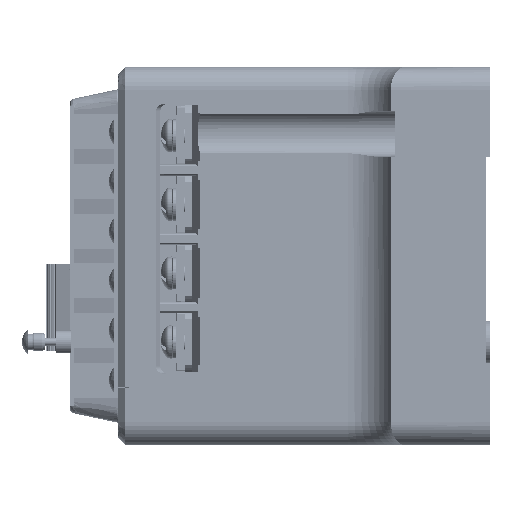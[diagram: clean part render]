
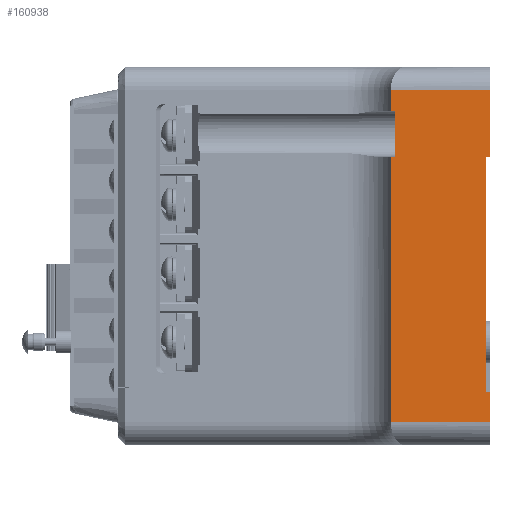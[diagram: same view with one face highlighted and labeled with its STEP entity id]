
A CAD part, left-side view. The second image highlights one B-rep face of the part: STEP entity #160938.
In plain terms, the highlighted planar face has unit normal (-1, 0, 0).
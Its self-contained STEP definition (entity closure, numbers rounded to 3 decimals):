
#7042 = CARTESIAN_POINT ( 'NONE',  ( -78., 0., 43.5 ) ) ;
#7055 = CARTESIAN_POINT ( 'NONE',  ( -78., 26., 43.5 ) ) ;
#7064 = CARTESIAN_POINT ( 'NONE',  ( -78., 0., -35.5 ) ) ;
#7075 = CARTESIAN_POINT ( 'NONE',  ( -78., 0., -43.5 ) ) ;
#7076 = CARTESIAN_POINT ( 'NONE',  ( -78., 26., 26. ) ) ;
#7099 = CARTESIAN_POINT ( 'NONE',  ( -78., 25., 38. ) ) ;
#7618 = CARTESIAN_POINT ( 'NONE',  ( -78., 0., 26. ) ) ;
#7619 = CARTESIAN_POINT ( 'NONE',  ( -78., 1., 26. ) ) ;
#7628 = CARTESIAN_POINT ( 'NONE',  ( -78., 25., 26. ) ) ;
#7747 = CARTESIAN_POINT ( 'NONE',  ( -78., 26., 38. ) ) ;
#7762 = CARTESIAN_POINT ( 'NONE',  ( -78., 26., -43.5 ) ) ;
#7773 = CARTESIAN_POINT ( 'NONE',  ( -78., 1., -35.5 ) ) ;
#47626 = VECTOR ( 'NONE', #50435, 1000. ) ;
#47631 = VECTOR ( 'NONE', #50432, 1000. ) ;
#47632 = VECTOR ( 'NONE', #50443, 1000. ) ;
#47633 = VECTOR ( 'NONE', #50438, 1000. ) ;
#47634 = VECTOR ( 'NONE', #50440, 1000. ) ;
#47635 = VECTOR ( 'NONE', #50453, 1000. ) ;
#47636 = VECTOR ( 'NONE', #50447, 1000. ) ;
#47637 = VECTOR ( 'NONE', #50450, 1000. ) ;
#47638 = VECTOR ( 'NONE', #50456, 1000. ) ;
#47639 = VECTOR ( 'NONE', #50462, 1000. ) ;
#47640 = VECTOR ( 'NONE', #50459, 1000. ) ;
#47642 = VECTOR ( 'NONE', #50464, 1000. ) ;
#50425 = LINE ( 'NONE', #50430, #47631 ) ;
#50427 = CARTESIAN_POINT ( 'NONE',  ( -78., 110., -43.5 ) ) ;
#50428 = LINE ( 'NONE', #50427, #47626 ) ;
#50430 = CARTESIAN_POINT ( 'NONE',  ( -78., 26., -49.5 ) ) ;
#50431 = CARTESIAN_POINT ( 'NONE',  ( -78., 0., -49.5 ) ) ;
#50432 = DIRECTION ( 'NONE',  ( 0., 0., -1. ) ) ;
#50433 = LINE ( 'NONE', #50431, #47633 ) ;
#50434 = LINE ( 'NONE', #50439, #47634 ) ;
#50435 = DIRECTION ( 'NONE',  ( 0., -1., 0. ) ) ;
#50436 = CARTESIAN_POINT ( 'NONE',  ( -78., 1., -35.5 ) ) ;
#50437 = LINE ( 'NONE', #50436, #47632 ) ;
#50438 = DIRECTION ( 'NONE',  ( 0., 0., 1. ) ) ;
#50439 = CARTESIAN_POINT ( 'NONE',  ( -78., 1., -35.5 ) ) ;
#50440 = DIRECTION ( 'NONE',  ( 0., -1., 0. ) ) ;
#50441 = CARTESIAN_POINT ( 'NONE',  ( -78., 1., 26. ) ) ;
#50442 = LINE ( 'NONE', #50441, #47636 ) ;
#50443 = DIRECTION ( 'NONE',  ( 0., 0., -1. ) ) ;
#50444 = LINE ( 'NONE', #50451, #47635 ) ;
#50445 = LINE ( 'NONE', #50448, #47637 ) ;
#50446 = CARTESIAN_POINT ( 'NONE',  ( -78., 26., -49.5 ) ) ;
#50447 = DIRECTION ( 'NONE',  ( 0., -1., 0. ) ) ;
#50448 = CARTESIAN_POINT ( 'NONE',  ( -78., 0., -49.5 ) ) ;
#50449 = LINE ( 'NONE', #50446, #47638 ) ;
#50450 = DIRECTION ( 'NONE',  ( 0., 0., 1. ) ) ;
#50451 = CARTESIAN_POINT ( 'NONE',  ( -78., 110., 43.5 ) ) ;
#50452 = LINE ( 'NONE', #50457, #47640 ) ;
#50453 = DIRECTION ( 'NONE',  ( 0., 1., 0. ) ) ;
#50454 = CARTESIAN_POINT ( 'NONE',  ( -78., 25., -49.5 ) ) ;
#50455 = LINE ( 'NONE', #50454, #47639 ) ;
#50456 = DIRECTION ( 'NONE',  ( 0., 0., -1. ) ) ;
#50457 = CARTESIAN_POINT ( 'NONE',  ( -78., 110., 38. ) ) ;
#50458 = CARTESIAN_POINT ( 'NONE',  ( -78., 110., 26. ) ) ;
#50459 = DIRECTION ( 'NONE',  ( 0., 1., 0. ) ) ;
#50460 = LINE ( 'NONE', #50458, #47642 ) ;
#50462 = DIRECTION ( 'NONE',  ( 0., 0., 1. ) ) ;
#50464 = DIRECTION ( 'NONE',  ( 0., 1., 0. ) ) ;
#66175 = VERTEX_POINT ( 'NONE', #7042 ) ;
#66178 = VERTEX_POINT ( 'NONE', #7055 ) ;
#66184 = VERTEX_POINT ( 'NONE', #7064 ) ;
#66192 = VERTEX_POINT ( 'NONE', #7075 ) ;
#66196 = VERTEX_POINT ( 'NONE', #7076 ) ;
#66221 = VERTEX_POINT ( 'NONE', #7099 ) ;
#66505 = VERTEX_POINT ( 'NONE', #7619 ) ;
#66510 = VERTEX_POINT ( 'NONE', #7628 ) ;
#66513 = VERTEX_POINT ( 'NONE', #7618 ) ;
#66616 = VERTEX_POINT ( 'NONE', #7747 ) ;
#66630 = VERTEX_POINT ( 'NONE', #7762 ) ;
#66640 = VERTEX_POINT ( 'NONE', #7773 ) ;
#72723 = EDGE_CURVE ( 'NONE', #66196, #66630, #50425, .T. ) ;
#72725 = EDGE_CURVE ( 'NONE', #66630, #66192, #50428, .T. ) ;
#72729 = EDGE_CURVE ( 'NONE', #66192, #66184, #50433, .T. ) ;
#72733 = EDGE_CURVE ( 'NONE', #66640, #66184, #50434, .T. ) ;
#72736 = EDGE_CURVE ( 'NONE', #66505, #66640, #50437, .T. ) ;
#72740 = EDGE_CURVE ( 'NONE', #66505, #66513, #50442, .T. ) ;
#72743 = EDGE_CURVE ( 'NONE', #66513, #66175, #50445, .T. ) ;
#72745 = EDGE_CURVE ( 'NONE', #66175, #66178, #50444, .T. ) ;
#72749 = EDGE_CURVE ( 'NONE', #66178, #66616, #50449, .T. ) ;
#72753 = EDGE_CURVE ( 'NONE', #66221, #66616, #50452, .T. ) ;
#72756 = EDGE_CURVE ( 'NONE', #66510, #66221, #50455, .T. ) ;
#72760 = EDGE_CURVE ( 'NONE', #66510, #66196, #50460, .T. ) ;
#93134 = AXIS2_PLACEMENT_3D ( 'NONE', #97193, #97206, #97208 ) ;
#97193 = CARTESIAN_POINT ( 'NONE',  ( -78., 110., -49.5 ) ) ;
#97195 = FACE_OUTER_BOUND ( 'NONE', #153859, .T. ) ;
#97204 = PLANE ( 'NONE',  #93134 ) ;
#97206 = DIRECTION ( 'NONE',  ( 1., 0., 0. ) ) ;
#97208 = DIRECTION ( 'NONE',  ( 0., 0., -1. ) ) ;
#118268 = ORIENTED_EDGE ( 'NONE', *, *, #72723, .T. ) ;
#118269 = ORIENTED_EDGE ( 'NONE', *, *, #72725, .T. ) ;
#118270 = ORIENTED_EDGE ( 'NONE', *, *, #72729, .T. ) ;
#118271 = ORIENTED_EDGE ( 'NONE', *, *, #72733, .F. ) ;
#118272 = ORIENTED_EDGE ( 'NONE', *, *, #72736, .F. ) ;
#118273 = ORIENTED_EDGE ( 'NONE', *, *, #72740, .T. ) ;
#118274 = ORIENTED_EDGE ( 'NONE', *, *, #72743, .T. ) ;
#118275 = ORIENTED_EDGE ( 'NONE', *, *, #72745, .T. ) ;
#118276 = ORIENTED_EDGE ( 'NONE', *, *, #72749, .T. ) ;
#118277 = ORIENTED_EDGE ( 'NONE', *, *, #72753, .F. ) ;
#118278 = ORIENTED_EDGE ( 'NONE', *, *, #72756, .F. ) ;
#118279 = ORIENTED_EDGE ( 'NONE', *, *, #72760, .T. ) ;
#153859 = EDGE_LOOP ( 'NONE', ( #118268, #118269, #118270, #118271, #118272, #118273, #118274, #118275, #118276, #118277, #118278, #118279 ) ) ;
#160938 = ADVANCED_FACE ( 'NONE', ( #97195 ), #97204, .F. ) ;
